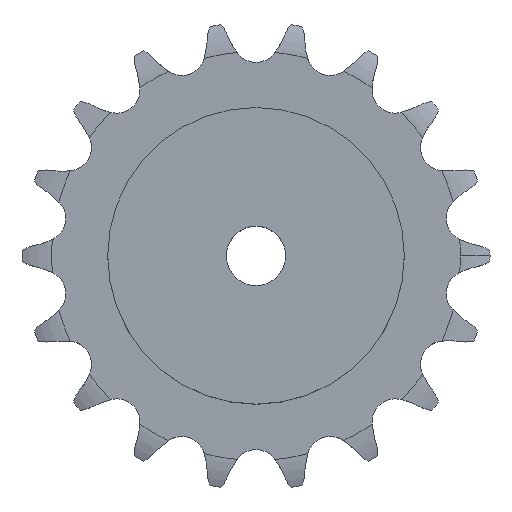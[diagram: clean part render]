
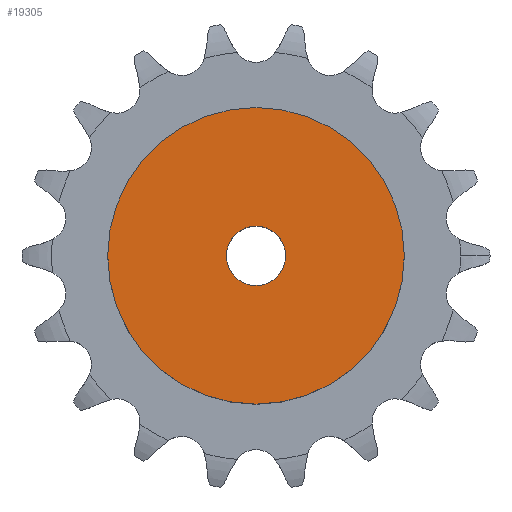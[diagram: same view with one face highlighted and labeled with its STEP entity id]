
A CAD part, top view. The second image highlights one B-rep face of the part: STEP entity #19305.
In plain terms, the highlighted planar face has unit normal (0, 0, 1).
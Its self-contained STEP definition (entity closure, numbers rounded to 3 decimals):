
#3662 = CYLINDRICAL_SURFACE('',#3663,25.);
#3663 = AXIS2_PLACEMENT_3D('',#3664,#3665,#3666);
#3664 = CARTESIAN_POINT('',(0.,0.,0.));
#3665 = DIRECTION('',(-0.,-0.,-1.));
#3666 = DIRECTION('',(1.,0.,0.));
#14488 = VERTEX_POINT('',#14489);
#14489 = CARTESIAN_POINT('',(25.,0.,18.));
#14510 = EDGE_CURVE('',#14488,#14488,#14511,.T.);
#14511 = SURFACE_CURVE('',#14512,(#14517,#14524),.PCURVE_S1.);
#14512 = CIRCLE('',#14513,25.);
#14513 = AXIS2_PLACEMENT_3D('',#14514,#14515,#14516);
#14514 = CARTESIAN_POINT('',(0.,0.,18.));
#14515 = DIRECTION('',(0.,0.,1.));
#14516 = DIRECTION('',(1.,0.,0.));
#14517 = PCURVE('',#3662,#14518);
#14518 = DEFINITIONAL_REPRESENTATION('',(#14519),#14523);
#14519 = LINE('',#14520,#14521);
#14520 = CARTESIAN_POINT('',(-0.,-18.));
#14521 = VECTOR('',#14522,1.);
#14522 = DIRECTION('',(-1.,0.));
#14523 = ( GEOMETRIC_REPRESENTATION_CONTEXT(2) 
PARAMETRIC_REPRESENTATION_CONTEXT() REPRESENTATION_CONTEXT('2D SPACE',''
  ) );
#14524 = PCURVE('',#14525,#14530);
#14525 = PLANE('',#14526);
#14526 = AXIS2_PLACEMENT_3D('',#14527,#14528,#14529);
#14527 = CARTESIAN_POINT('',(0.,0.,18.)
  );
#14528 = DIRECTION('',(0.,0.,1.));
#14529 = DIRECTION('',(1.,0.,0.));
#14530 = DEFINITIONAL_REPRESENTATION('',(#14531),#14535);
#14531 = CIRCLE('',#14532,25.);
#14532 = AXIS2_PLACEMENT_2D('',#14533,#14534);
#14533 = CARTESIAN_POINT('',(0.,0.));
#14534 = DIRECTION('',(1.,0.));
#14535 = ( GEOMETRIC_REPRESENTATION_CONTEXT(2) 
PARAMETRIC_REPRESENTATION_CONTEXT() REPRESENTATION_CONTEXT('2D SPACE',''
  ) );
#17312 = CYLINDRICAL_SURFACE('',#17313,5.);
#17313 = AXIS2_PLACEMENT_3D('',#17314,#17315,#17316);
#17314 = CARTESIAN_POINT('',(0.,0.,126.279));
#17315 = DIRECTION('',(0.,0.,1.));
#17316 = DIRECTION('',(1.,0.,0.));
#19305 = ADVANCED_FACE('',(#19306,#19309),#14525,.T.);
#19306 = FACE_BOUND('',#19307,.T.);
#19307 = EDGE_LOOP('',(#19308));
#19308 = ORIENTED_EDGE('',*,*,#14510,.T.);
#19309 = FACE_BOUND('',#19310,.T.);
#19310 = EDGE_LOOP('',(#19311));
#19311 = ORIENTED_EDGE('',*,*,#19312,.F.);
#19312 = EDGE_CURVE('',#19313,#19313,#19315,.T.);
#19313 = VERTEX_POINT('',#19314);
#19314 = CARTESIAN_POINT('',(5.,0.,18.));
#19315 = SURFACE_CURVE('',#19316,(#19321,#19328),.PCURVE_S1.);
#19316 = CIRCLE('',#19317,5.);
#19317 = AXIS2_PLACEMENT_3D('',#19318,#19319,#19320);
#19318 = CARTESIAN_POINT('',(0.,0.,18.));
#19319 = DIRECTION('',(0.,0.,1.));
#19320 = DIRECTION('',(1.,0.,0.));
#19321 = PCURVE('',#14525,#19322);
#19322 = DEFINITIONAL_REPRESENTATION('',(#19323),#19327);
#19323 = CIRCLE('',#19324,5.);
#19324 = AXIS2_PLACEMENT_2D('',#19325,#19326);
#19325 = CARTESIAN_POINT('',(0.,0.));
#19326 = DIRECTION('',(1.,0.));
#19327 = ( GEOMETRIC_REPRESENTATION_CONTEXT(2) 
PARAMETRIC_REPRESENTATION_CONTEXT() REPRESENTATION_CONTEXT('2D SPACE',''
  ) );
#19328 = PCURVE('',#17312,#19329);
#19329 = DEFINITIONAL_REPRESENTATION('',(#19330),#19334);
#19330 = LINE('',#19331,#19332);
#19331 = CARTESIAN_POINT('',(0.,-108.279));
#19332 = VECTOR('',#19333,1.);
#19333 = DIRECTION('',(1.,0.));
#19334 = ( GEOMETRIC_REPRESENTATION_CONTEXT(2) 
PARAMETRIC_REPRESENTATION_CONTEXT() REPRESENTATION_CONTEXT('2D SPACE',''
  ) );
